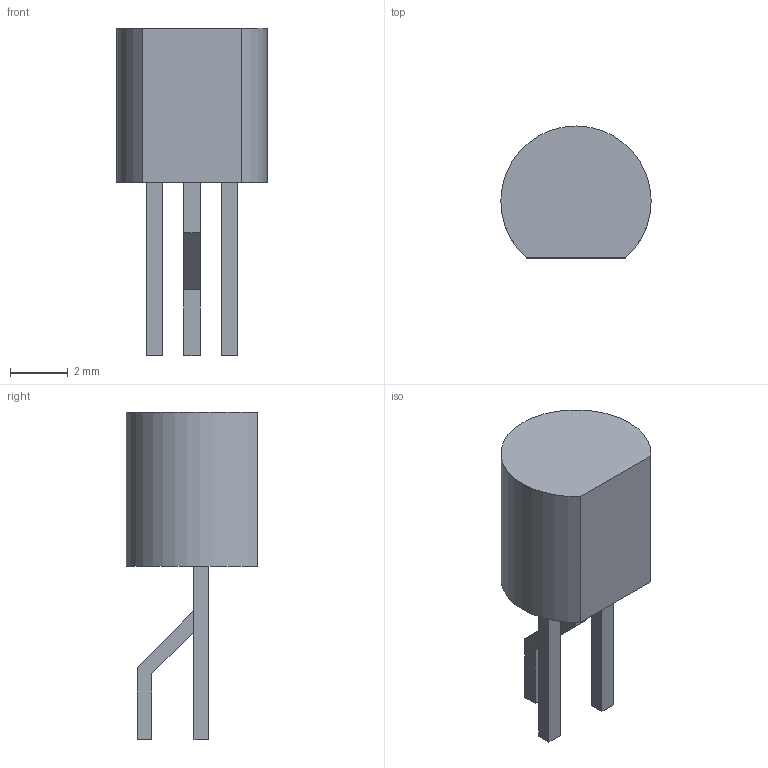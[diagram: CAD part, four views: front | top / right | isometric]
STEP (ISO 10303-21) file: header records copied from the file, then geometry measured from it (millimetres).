
FILE_DESCRIPTION(/* description */ (''),/* implementation_level */ '2;1');
FILE_NAME(/* name */ 'TO-226_1.9mm.stp',/* time_stamp */ '2017-08-10T15:33:51+05:00',/* author */ ('desais'),/* organization */ (''),/* preprocessor_version */ 'ST-DEVELOPER v16.1',/* originating_system */ 'Autodesk Inventor 2016',/* authorisation */ '');
FILE_SCHEMA (('AUTOMOTIVE_DESIGN { 1 0 10303 214 3 1 1 }'));
Length unit declared in the file: millimetre
Products named in the file (1): TO-226_1.9mm
Bounding box: 5.21 x 4.56 x 11.33 mm (x, y, z)
Volume: 110.9 mm3; surface area: 165.3 mm2
Topology: 1 solids, 1 shells, 23 faces, 54 edges, 36 vertices
Faces by surface type: plane 22, cylinder 1
Entity records: 692 total; most frequent: CARTESIAN_POINT 114, ORIENTED_EDGE 108, DIRECTION 104, EDGE_CURVE 54, LINE 52, VECTOR 52, VERTEX_POINT 36, EDGE_LOOP 26
